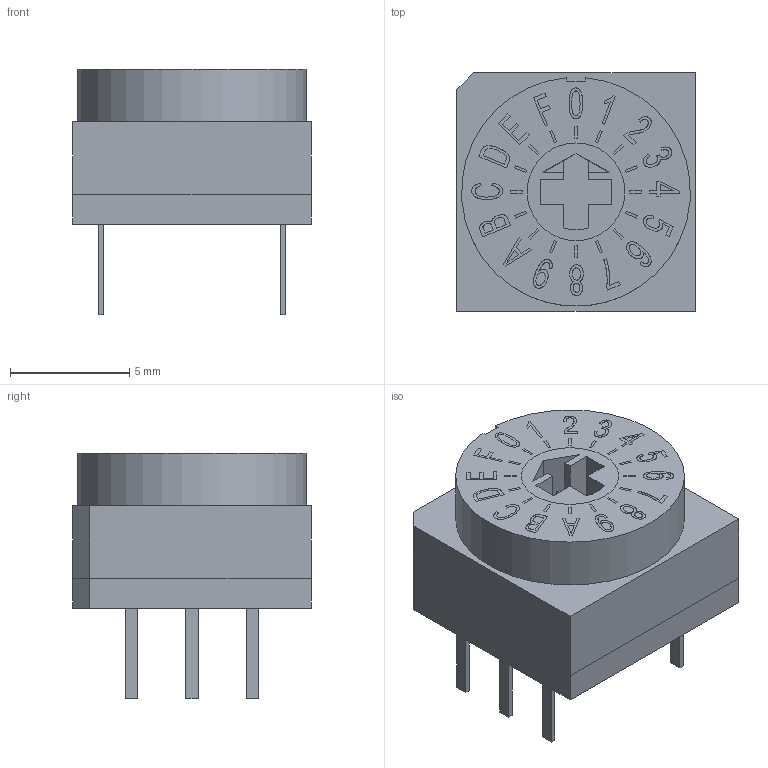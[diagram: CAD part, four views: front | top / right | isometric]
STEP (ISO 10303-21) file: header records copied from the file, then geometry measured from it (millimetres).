
FILE_DESCRIPTION(/* description */ (''),/* implementation_level */ '2;1');
FILE_NAME(/* name */ 'RDTCx16P1x.stp',/* time_stamp */ '2025-06-03T11:45:17-05:00',/* author */ ('mroman'),/* organization */ (''),/* preprocessor_version */ 'ST-DEVELOPER v18.1',/* originating_system */ 'Autodesk Inventor 2022',/* authorisation */ '');
FILE_SCHEMA (('AP203_CONFIGURATION_CONTROLLED_3D_DESIGN_OF_MECHANICAL_PARTS_AND_ASSEMBLIES_MIM_LF { 1 0 10303 203 3 1 4 }','AUTOMOTIVE_DESIGN { 1 0 10303 214 3 1 1 }'));
Length unit declared in the file: centimetre
Products named in the file (1): RDTCx16P1x
Bounding box: 10 x 10 x 10.3 mm (x, y, z)
Volume: 576.6 mm3; surface area: 504.7 mm2
Topology: 1 solids, 1 shells, 375 faces, 962 edges, 640 vertices
Faces by surface type: plane 262, bspline 111, cylinder 2
Entity records: 11818 total; most frequent: CARTESIAN_POINT 3409, ORIENTED_EDGE 1924, DIRECTION 1275, EDGE_CURVE 962, LINE 735, VECTOR 735, VERTEX_POINT 640, EDGE_LOOP 426
